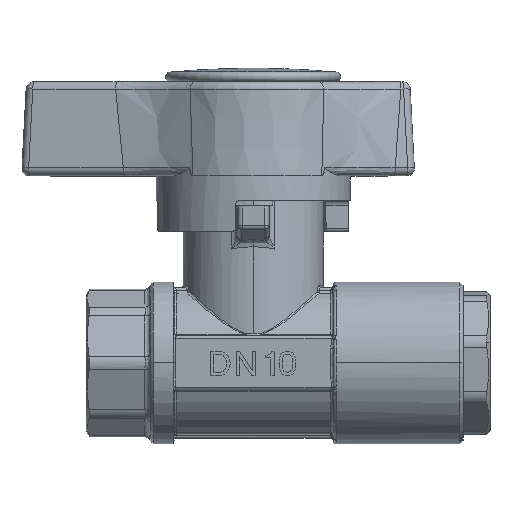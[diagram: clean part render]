
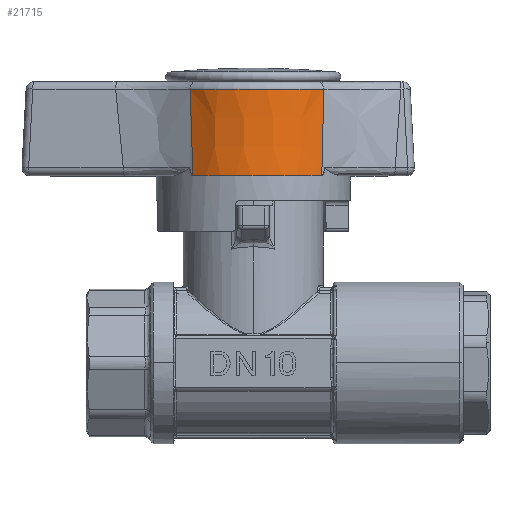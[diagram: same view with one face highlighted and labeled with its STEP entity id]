
A CAD part, top view. The second image highlights one B-rep face of the part: STEP entity #21715.
In plain terms, the highlighted conical face has half-angle 1 degrees and reference radius 18 mm.
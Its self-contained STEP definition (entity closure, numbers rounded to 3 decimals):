
#3712 = EDGE_CURVE ( 'NONE', #12573, #19065, #17920, .T. ) ;
#4743 = CARTESIAN_POINT ( 'NONE',  ( 0., 34.733, 0. ) ) ;
#5113 = DIRECTION ( 'NONE',  ( 0., -1., 0. ) ) ;
#5650 = B_SPLINE_CURVE_WITH_KNOTS ( 'NONE', 3,
 ( #13843, #15620, #10421, #22684 ),
 .UNSPECIFIED., .F., .F.,
 ( 4, 4 ),
 ( 0.001, 0.018 ),
 .UNSPECIFIED. ) ;
#6246 = EDGE_CURVE ( 'NONE', #19065, #7039, #5650, .T. ) ;
#6494 = DIRECTION ( 'NONE',  ( 1., 0., 0. ) ) ;
#7039 = VERTEX_POINT ( 'NONE', #16569 ) ;
#7203 = ORIENTED_EDGE ( 'NONE', *, *, #22548, .T. ) ;
#7346 = VERTEX_POINT ( 'NONE', #16152 ) ;
#7600 = CARTESIAN_POINT ( 'NONE',  ( 13., 45.408, 12.181 ) ) ;
#8467 = AXIS2_PLACEMENT_3D ( 'NONE', #15576, #5113, #17372 ) ;
#8674 = CARTESIAN_POINT ( 'NONE',  ( 13.111, 50.746, 11.921 ) ) ;
#9105 = B_SPLINE_CURVE_WITH_KNOTS ( 'NONE', 3,
 ( #20484, #13462, #7600, #19866 ),
 .UNSPECIFIED., .F., .F.,
 ( 4, 4 ),
 ( 0., 0.016 ),
 .UNSPECIFIED. ) ;
#9234 = ORIENTED_EDGE ( 'NONE', *, *, #15214, .T. ) ;
#9568 = CARTESIAN_POINT ( 'NONE',  ( -11.701, 50.746, 13.308 ) ) ;
#9928 = ORIENTED_EDGE ( 'NONE', *, *, #3712, .T. ) ;
#10365 = AXIS2_PLACEMENT_3D ( 'NONE', #4743, #16975, #6494 ) ;
#10421 = CARTESIAN_POINT ( 'NONE',  ( -11.375, 40.07, 13.834 ) ) ;
#10464 = AXIS2_PLACEMENT_3D ( 'NONE', #20861, #15607, #17407 ) ;
#11734 = FACE_OUTER_BOUND ( 'NONE', #19366, .T. ) ;
#12573 = VERTEX_POINT ( 'NONE', #8674 ) ;
#13462 = CARTESIAN_POINT ( 'NONE',  ( 12.879, 40.07, 12.445 ) ) ;
#13843 = CARTESIAN_POINT ( 'NONE',  ( -11.701, 50.746, 13.308 ) ) ;
#15214 = EDGE_CURVE ( 'NONE', #7039, #7346, #20269, .T. ) ;
#15576 = CARTESIAN_POINT ( 'NONE',  ( 0., 50.746, 0. ) ) ;
#15607 = DIRECTION ( 'NONE',  ( 0., -1., 0. ) ) ;
#15620 = CARTESIAN_POINT ( 'NONE',  ( -11.545, 45.408, 13.569 ) ) ;
#16152 = CARTESIAN_POINT ( 'NONE',  ( 12.744, 34.733, 12.712 ) ) ;
#16569 = CARTESIAN_POINT ( 'NONE',  ( -11.184, 34.733, 14.103 ) ) ;
#16975 = DIRECTION ( 'NONE',  ( 0., 1., 0. ) ) ;
#17372 = DIRECTION ( 'NONE',  ( 1., 0., 0. ) ) ;
#17407 = DIRECTION ( 'NONE',  ( -1., 0., 0. ) ) ;
#17920 = CIRCLE ( 'NONE', #8467, 17.72 ) ;
#19065 = VERTEX_POINT ( 'NONE', #9568 ) ;
#19366 = EDGE_LOOP ( 'NONE', ( #21025, #9234, #7203, #9928 ) ) ;
#19425 = CONICAL_SURFACE ( 'NONE', #10464, 18., 0.017 ) ;
#19866 = CARTESIAN_POINT ( 'NONE',  ( 13.111, 50.746, 11.921 ) ) ;
#20269 = CIRCLE ( 'NONE', #10365, 18. ) ;
#20484 = CARTESIAN_POINT ( 'NONE',  ( 12.744, 34.733, 12.712 ) ) ;
#20861 = CARTESIAN_POINT ( 'NONE',  ( 0., 34.72, 0. ) ) ;
#21025 = ORIENTED_EDGE ( 'NONE', *, *, #6246, .T. ) ;
#21715 = ADVANCED_FACE ( 'NONE', ( #11734 ), #19425, .T. ) ;
#22548 = EDGE_CURVE ( 'NONE', #7346, #12573, #9105, .T. ) ;
#22684 = CARTESIAN_POINT ( 'NONE',  ( -11.184, 34.733, 14.103 ) ) ;
